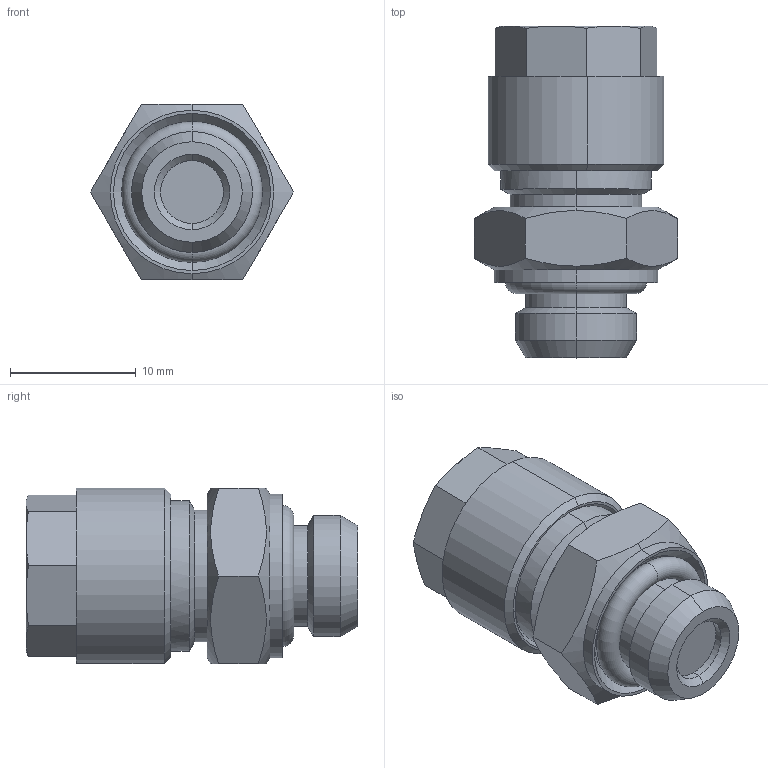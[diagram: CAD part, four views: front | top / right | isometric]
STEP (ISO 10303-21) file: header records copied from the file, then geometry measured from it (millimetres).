
FILE_DESCRIPTION (( 'STEP AP214' ), '1' );
FILE_NAME ('0102000007.step', '2012-09-28T13:18:08', ( '' ), ( '' ), 'SwSTEP 2.0', 'SolidWorks 2012', '' );
FILE_SCHEMA (( 'AUTOMOTIVE_DESIGN' ));
Length unit declared in the file: millimetre
Products named in the file (1): 0102000007
Bounding box: 16.17 x 26.4 x 14 mm (x, y, z)
Volume: 3191 mm3; surface area: 1666.1 mm2
Topology: 1 solids, 1 shells, 74 faces, 162 edges, 97 vertices
Faces by surface type: cone 27, plane 23, cylinder 16, torus 8
Entity records: 2513 total; most frequent: CARTESIAN_POINT 510, DIRECTION 353, ORIENTED_EDGE 324, EDGE_CURVE 162, AXIS2_PLACEMENT_3D 148, VERTEX_POINT 97, EDGE_LOOP 81, FACE_OUTER_BOUND 74
